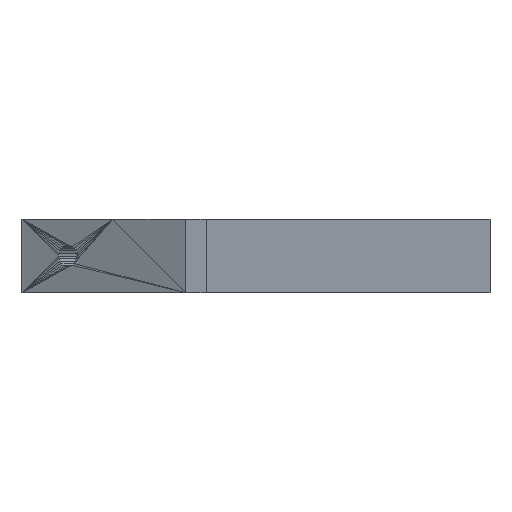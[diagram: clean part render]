
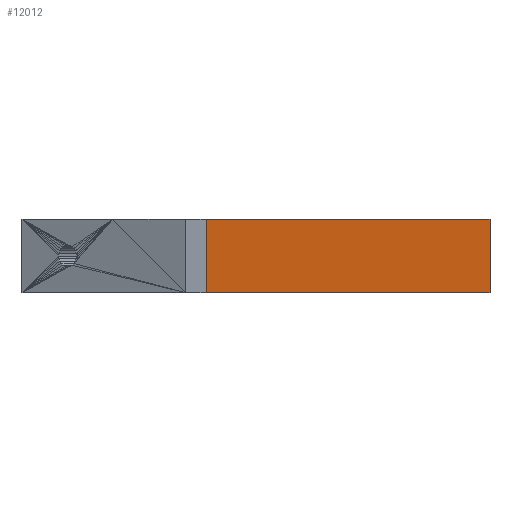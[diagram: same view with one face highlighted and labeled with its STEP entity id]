
A CAD part, left-side view. The second image highlights one B-rep face of the part: STEP entity #12012.
In plain terms, the highlighted planar face has unit normal (-0.5, -0.866, 0).
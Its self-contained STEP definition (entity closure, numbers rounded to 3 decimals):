
#98 = PLANE('',#99);
#99 = AXIS2_PLACEMENT_3D('',#100,#101,#102);
#100 = CARTESIAN_POINT('',(-70.889,-205.205,-11.));
#101 = DIRECTION('',(0.,0.,-1.));
#102 = DIRECTION('',(0.,-1.,0.));
#510 = PLANE('',#511);
#511 = AXIS2_PLACEMENT_3D('',#512,#513,#514);
#512 = CARTESIAN_POINT('',(-70.889,-205.205,-4.));
#513 = DIRECTION('',(0.,0.,1.));
#514 = DIRECTION('',(1.,0.,-0.));
#3425 = VERTEX_POINT('',#3426);
#3426 = CARTESIAN_POINT('',(-70.889,-227.827,-4.));
#3440 = PLANE('',#3441);
#3441 = AXIS2_PLACEMENT_3D('',#3442,#3443,#3444);
#3442 = CARTESIAN_POINT('',(-47.43,-214.283,-7.5));
#3443 = DIRECTION('',(0.5,-0.866,0.
    ));
#3444 = DIRECTION('',(-0.866,-0.5,0.));
#3772 = VERTEX_POINT('',#3773);
#3773 = CARTESIAN_POINT('',(-117.806,-200.739,-4.));
#3787 = PLANE('',#3788);
#3788 = AXIS2_PLACEMENT_3D('',#3789,#3790,#3791);
#3789 = CARTESIAN_POINT('',(-119.538,-199.739,-7.5));
#3790 = DIRECTION('',(-0.5,-0.866,0.
    ));
#3791 = DIRECTION('',(-0.866,0.5,0.)
  );
#3799 = EDGE_CURVE('',#3425,#3772,#3800,.T.);
#3800 = SURFACE_CURVE('',#3801,(#3805,#3812),.PCURVE_S1.);
#3801 = LINE('',#3802,#3803);
#3802 = CARTESIAN_POINT('',(-70.889,-227.827,-4.));
#3803 = VECTOR('',#3804,1.);
#3804 = DIRECTION('',(-0.866,0.5,0.));
#3805 = PCURVE('',#510,#3806);
#3806 = DEFINITIONAL_REPRESENTATION('',(#3807),#3811);
#3807 = LINE('',#3808,#3809);
#3808 = CARTESIAN_POINT('',(0.,-22.622));
#3809 = VECTOR('',#3810,1.);
#3810 = DIRECTION('',(-0.866,0.5));
#3811 = ( GEOMETRIC_REPRESENTATION_CONTEXT(2) 
PARAMETRIC_REPRESENTATION_CONTEXT() REPRESENTATION_CONTEXT('2D SPACE',''
  ) );
#3812 = PCURVE('',#3813,#3818);
#3813 = PLANE('',#3814);
#3814 = AXIS2_PLACEMENT_3D('',#3815,#3816,#3817);
#3815 = CARTESIAN_POINT('',(-94.347,-214.283,-7.5));
#3816 = DIRECTION('',(-0.5,-0.866,-0.));
#3817 = DIRECTION('',(-0.866,0.5,0.));
#3818 = DEFINITIONAL_REPRESENTATION('',(#3819),#3823);
#3819 = LINE('',#3820,#3821);
#3820 = CARTESIAN_POINT('',(-27.088,-3.5));
#3821 = VECTOR('',#3822,1.);
#3822 = DIRECTION('',(1.,0.));
#3823 = ( GEOMETRIC_REPRESENTATION_CONTEXT(2) 
PARAMETRIC_REPRESENTATION_CONTEXT() REPRESENTATION_CONTEXT('2D SPACE',''
  ) );
#9800 = VERTEX_POINT('',#9801);
#9801 = CARTESIAN_POINT('',(-117.806,-200.739,-11.));
#9960 = VERTEX_POINT('',#9961);
#9961 = CARTESIAN_POINT('',(-70.889,-227.827,-11.));
#9982 = EDGE_CURVE('',#9960,#9800,#9983,.T.);
#9983 = SURFACE_CURVE('',#9984,(#9988,#9995),.PCURVE_S1.);
#9984 = LINE('',#9985,#9986);
#9985 = CARTESIAN_POINT('',(-70.889,-227.827,-11.));
#9986 = VECTOR('',#9987,1.);
#9987 = DIRECTION('',(-0.866,0.5,0.));
#9988 = PCURVE('',#98,#9989);
#9989 = DEFINITIONAL_REPRESENTATION('',(#9990),#9994);
#9990 = LINE('',#9991,#9992);
#9991 = CARTESIAN_POINT('',(22.622,0.));
#9992 = VECTOR('',#9993,1.);
#9993 = DIRECTION('',(-0.5,0.866));
#9994 = ( GEOMETRIC_REPRESENTATION_CONTEXT(2) 
PARAMETRIC_REPRESENTATION_CONTEXT() REPRESENTATION_CONTEXT('2D SPACE',''
  ) );
#9995 = PCURVE('',#3813,#9996);
#9996 = DEFINITIONAL_REPRESENTATION('',(#9997),#10001);
#9997 = LINE('',#9998,#9999);
#9998 = CARTESIAN_POINT('',(-27.088,3.5));
#9999 = VECTOR('',#10000,1.);
#10000 = DIRECTION('',(1.,0.));
#10001 = ( GEOMETRIC_REPRESENTATION_CONTEXT(2) 
PARAMETRIC_REPRESENTATION_CONTEXT() REPRESENTATION_CONTEXT('2D SPACE',''
  ) );
#11957 = EDGE_CURVE('',#9800,#3772,#11958,.T.);
#11958 = SURFACE_CURVE('',#11959,(#11963,#11970),.PCURVE_S1.);
#11959 = LINE('',#11960,#11961);
#11960 = CARTESIAN_POINT('',(-117.806,-200.739,-11.));
#11961 = VECTOR('',#11962,1.);
#11962 = DIRECTION('',(0.,0.,1.));
#11963 = PCURVE('',#3787,#11964);
#11964 = DEFINITIONAL_REPRESENTATION('',(#11965),#11969);
#11965 = LINE('',#11966,#11967);
#11966 = CARTESIAN_POINT('',(-2.,3.5));
#11967 = VECTOR('',#11968,1.);
#11968 = DIRECTION('',(0.,-1.));
#11969 = ( GEOMETRIC_REPRESENTATION_CONTEXT(2) 
PARAMETRIC_REPRESENTATION_CONTEXT() REPRESENTATION_CONTEXT('2D SPACE',''
  ) );
#11970 = PCURVE('',#3813,#11971);
#11971 = DEFINITIONAL_REPRESENTATION('',(#11972),#11976);
#11972 = LINE('',#11973,#11974);
#11973 = CARTESIAN_POINT('',(27.088,3.5));
#11974 = VECTOR('',#11975,1.);
#11975 = DIRECTION('',(0.,-1.));
#11976 = ( GEOMETRIC_REPRESENTATION_CONTEXT(2) 
PARAMETRIC_REPRESENTATION_CONTEXT() REPRESENTATION_CONTEXT('2D SPACE',''
  ) );
#11989 = EDGE_CURVE('',#3425,#9960,#11990,.T.);
#11990 = SURFACE_CURVE('',#11991,(#11995,#12002),.PCURVE_S1.);
#11991 = LINE('',#11992,#11993);
#11992 = CARTESIAN_POINT('',(-70.889,-227.827,-4.));
#11993 = VECTOR('',#11994,1.);
#11994 = DIRECTION('',(0.,0.,-1.));
#11995 = PCURVE('',#3440,#11996);
#11996 = DEFINITIONAL_REPRESENTATION('',(#11997),#12001);
#11997 = LINE('',#11998,#11999);
#11998 = CARTESIAN_POINT('',(27.088,-3.5));
#11999 = VECTOR('',#12000,1.);
#12000 = DIRECTION('',(0.,1.));
#12001 = ( GEOMETRIC_REPRESENTATION_CONTEXT(2) 
PARAMETRIC_REPRESENTATION_CONTEXT() REPRESENTATION_CONTEXT('2D SPACE',''
  ) );
#12002 = PCURVE('',#3813,#12003);
#12003 = DEFINITIONAL_REPRESENTATION('',(#12004),#12008);
#12004 = LINE('',#12005,#12006);
#12005 = CARTESIAN_POINT('',(-27.088,-3.5));
#12006 = VECTOR('',#12007,1.);
#12007 = DIRECTION('',(0.,1.));
#12008 = ( GEOMETRIC_REPRESENTATION_CONTEXT(2) 
PARAMETRIC_REPRESENTATION_CONTEXT() REPRESENTATION_CONTEXT('2D SPACE',''
  ) );
#12012 = ADVANCED_FACE('',(#12013),#3813,.T.);
#12013 = FACE_BOUND('',#12014,.T.);
#12014 = EDGE_LOOP('',(#12015,#12016,#12017,#12018));
#12015 = ORIENTED_EDGE('',*,*,#11957,.F.);
#12016 = ORIENTED_EDGE('',*,*,#9982,.F.);
#12017 = ORIENTED_EDGE('',*,*,#11989,.F.);
#12018 = ORIENTED_EDGE('',*,*,#3799,.T.);
